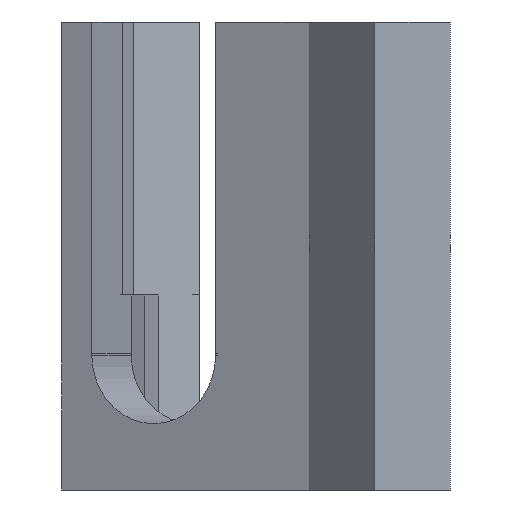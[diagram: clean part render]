
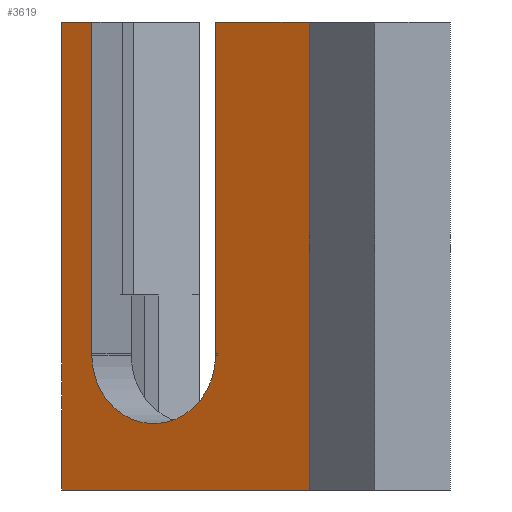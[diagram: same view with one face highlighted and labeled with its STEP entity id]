
A CAD part, front view. The second image highlights one B-rep face of the part: STEP entity #3619.
In plain terms, the highlighted planar face has unit normal (-0.423, -0.906, 0).
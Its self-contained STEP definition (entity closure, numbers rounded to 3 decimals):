
#183 = DIRECTION ( 'NONE',  ( 0.906, -0.423, 0. ) ) ;
#195 = VERTEX_POINT ( 'NONE', #497 ) ;
#211 = AXIS2_PLACEMENT_3D ( 'NONE', #2391, #302, #3775 ) ;
#272 = DIRECTION ( 'NONE',  ( 0.906, -0.423, 0. ) ) ;
#284 = VECTOR ( 'NONE', #2720, 1000. ) ;
#302 = DIRECTION ( 'NONE',  ( 0.423, 0.906, 0. ) ) ;
#309 = EDGE_CURVE ( 'NONE', #2169, #422, #1655, .T. ) ;
#374 = AXIS2_PLACEMENT_3D ( 'NONE', #1242, #555, #183 ) ;
#403 = VECTOR ( 'NONE', #1579, 1000. ) ;
#422 = VERTEX_POINT ( 'NONE', #2301 ) ;
#497 = CARTESIAN_POINT ( 'NONE',  ( -167.5, -37.5, -4.5 ) ) ;
#512 = EDGE_CURVE ( 'NONE', #3829, #1136, #3123, .T. ) ;
#530 = CARTESIAN_POINT ( 'NONE',  ( -147.791, -46.69, 55.5 ) ) ;
#555 = DIRECTION ( 'NONE',  ( 0.423, 0.906, 0. ) ) ;
#579 = VERTEX_POINT ( 'NONE', #1422 ) ;
#630 = VECTOR ( 'NONE', #4352, 1000. ) ;
#657 = CARTESIAN_POINT ( 'NONE',  ( -155.718, -42.994, 12.75 ) ) ;
#820 = VERTEX_POINT ( 'NONE', #3217 ) ;
#925 = CARTESIAN_POINT ( 'NONE',  ( -135.779, -52.292, -4.5 ) ) ;
#956 = EDGE_CURVE ( 'NONE', #579, #3829, #2476, .T. ) ;
#977 = EDGE_CURVE ( 'NONE', #1136, #1346, #1227, .T. ) ;
#1048 = DIRECTION ( 'NONE',  ( 0., 0., -1. ) ) ;
#1094 = VECTOR ( 'NONE', #1538, 1000. ) ;
#1136 = VERTEX_POINT ( 'NONE', #4444 ) ;
#1157 = EDGE_CURVE ( 'NONE', #1346, #2169, #3345, .T. ) ;
#1182 = DIRECTION ( 'NONE',  ( 0.906, -0.423, 0. ) ) ;
#1215 = EDGE_CURVE ( 'NONE', #2047, #2813, #3498, .T. ) ;
#1227 = CIRCLE ( 'NONE', #374, 8.75 ) ;
#1242 = CARTESIAN_POINT ( 'NONE',  ( -155.718, -42.994, 12.75 ) ) ;
#1324 = CARTESIAN_POINT ( 'NONE',  ( -163.645, -39.298, 13. ) ) ;
#1341 = ORIENTED_EDGE ( 'NONE', *, *, #3352, .F. ) ;
#1346 = VERTEX_POINT ( 'NONE', #1461 ) ;
#1422 = CARTESIAN_POINT ( 'NONE',  ( -147.791, -46.69, 55.5 ) ) ;
#1438 = LINE ( 'NONE', #530, #4131 ) ;
#1461 = CARTESIAN_POINT ( 'NONE',  ( -163.648, -39.296, 12.75 ) ) ;
#1538 = DIRECTION ( 'NONE',  ( 0., 0., -1. ) ) ;
#1579 = DIRECTION ( 'NONE',  ( 0., 0., 1. ) ) ;
#1655 = LINE ( 'NONE', #1958, #403 ) ;
#1697 = EDGE_CURVE ( 'NONE', #820, #422, #3119, .T. ) ;
#1752 = EDGE_CURVE ( 'NONE', #2813, #195, #4312, .T. ) ;
#1951 = ORIENTED_EDGE ( 'NONE', *, *, #309, .T. ) ;
#1958 = CARTESIAN_POINT ( 'NONE',  ( -163.645, -39.298, 78. ) ) ;
#1991 = CARTESIAN_POINT ( 'NONE',  ( -135.779, -52.292, -4.5 ) ) ;
#1996 = CARTESIAN_POINT ( 'NONE',  ( -147.791, -46.69, 78. ) ) ;
#2024 = DIRECTION ( 'NONE',  ( 0.906, -0.423, 0. ) ) ;
#2047 = VERTEX_POINT ( 'NONE', #3944 ) ;
#2050 = PLANE ( 'NONE',  #211 ) ;
#2169 = VERTEX_POINT ( 'NONE', #1324 ) ;
#2301 = CARTESIAN_POINT ( 'NONE',  ( -163.645, -39.298, 55.5 ) ) ;
#2345 = DIRECTION ( 'NONE',  ( 0.906, -0.423, 0. ) ) ;
#2391 = CARTESIAN_POINT ( 'NONE',  ( -167.5, -37.5, 60. ) ) ;
#2450 = AXIS2_PLACEMENT_3D ( 'NONE', #4053, #4404, #272 ) ;
#2476 = LINE ( 'NONE', #1996, #630 ) ;
#2551 = CARTESIAN_POINT ( 'NONE',  ( -147.791, -46.69, 13. ) ) ;
#2678 = ORIENTED_EDGE ( 'NONE', *, *, #2706, .T. ) ;
#2706 = EDGE_CURVE ( 'NONE', #820, #195, #3152, .T. ) ;
#2712 = ORIENTED_EDGE ( 'NONE', *, *, #977, .T. ) ;
#2720 = DIRECTION ( 'NONE',  ( -0.906, 0.423, 0. ) ) ;
#2813 = VERTEX_POINT ( 'NONE', #925 ) ;
#3051 = ORIENTED_EDGE ( 'NONE', *, *, #1697, .F. ) ;
#3066 = VECTOR ( 'NONE', #2345, 1000. ) ;
#3119 = LINE ( 'NONE', #3335, #3066 ) ;
#3123 = CIRCLE ( 'NONE', #2450, 8.75 ) ;
#3152 = LINE ( 'NONE', #4336, #1094 ) ;
#3217 = CARTESIAN_POINT ( 'NONE',  ( -167.5, -37.5, 55.5 ) ) ;
#3244 = ORIENTED_EDGE ( 'NONE', *, *, #956, .T. ) ;
#3335 = CARTESIAN_POINT ( 'NONE',  ( -167.5, -37.5, 55.5 ) ) ;
#3345 = CIRCLE ( 'NONE', #4487, 8.75 ) ;
#3352 = EDGE_CURVE ( 'NONE', #579, #2047, #1438, .T. ) ;
#3388 = ORIENTED_EDGE ( 'NONE', *, *, #1157, .T. ) ;
#3498 = LINE ( 'NONE', #4510, #3717 ) ;
#3531 = ORIENTED_EDGE ( 'NONE', *, *, #1215, .F. ) ;
#3619 = ADVANCED_FACE ( 'NONE', ( #3856 ), #2050, .F. ) ;
#3717 = VECTOR ( 'NONE', #1048, 1000. ) ;
#3775 = DIRECTION ( 'NONE',  ( -0.906, 0.423, 0. ) ) ;
#3829 = VERTEX_POINT ( 'NONE', #2551 ) ;
#3856 = FACE_OUTER_BOUND ( 'NONE', #3934, .T. ) ;
#3909 = ORIENTED_EDGE ( 'NONE', *, *, #512, .T. ) ;
#3934 = EDGE_LOOP ( 'NONE', ( #1951, #3051, #2678, #4073, #3531, #1341, #3244, #3909, #2712, #3388 ) ) ;
#3944 = CARTESIAN_POINT ( 'NONE',  ( -135.779, -52.292, 55.5 ) ) ;
#4053 = CARTESIAN_POINT ( 'NONE',  ( -155.718, -42.994, 12.75 ) ) ;
#4073 = ORIENTED_EDGE ( 'NONE', *, *, #1752, .F. ) ;
#4087 = DIRECTION ( 'NONE',  ( 0.423, 0.906, 0. ) ) ;
#4131 = VECTOR ( 'NONE', #1182, 1000. ) ;
#4312 = LINE ( 'NONE', #1991, #284 ) ;
#4336 = CARTESIAN_POINT ( 'NONE',  ( -167.5, -37.5, 60. ) ) ;
#4352 = DIRECTION ( 'NONE',  ( 0., 0., -1. ) ) ;
#4404 = DIRECTION ( 'NONE',  ( 0.423, 0.906, 0. ) ) ;
#4444 = CARTESIAN_POINT ( 'NONE',  ( -147.788, -46.692, 12.75 ) ) ;
#4487 = AXIS2_PLACEMENT_3D ( 'NONE', #657, #4087, #2024 ) ;
#4510 = CARTESIAN_POINT ( 'NONE',  ( -135.779, -52.292, 60. ) ) ;
